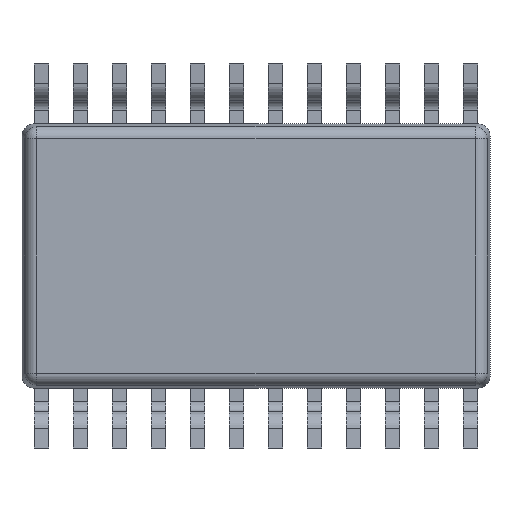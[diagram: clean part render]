
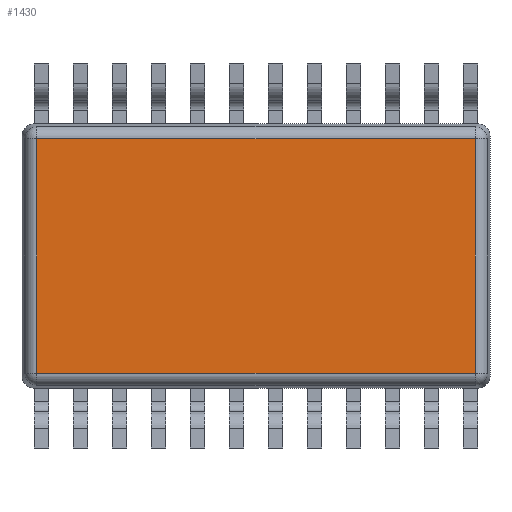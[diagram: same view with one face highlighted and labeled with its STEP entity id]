
A CAD part, front view. The second image highlights one B-rep face of the part: STEP entity #1430.
In plain terms, the highlighted planar face has unit normal (0, -1, 0).
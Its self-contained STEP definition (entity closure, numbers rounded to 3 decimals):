
#501=DIRECTION('',(1.,0.,0.));
#502=VECTOR('',#501,7.316);
#503=CARTESIAN_POINT('',(-3.658,-0.523,-1.958));
#504=LINE('',#503,#502);
#515=DIRECTION('',(0.,0.,-1.));
#516=VECTOR('',#515,3.916);
#517=CARTESIAN_POINT('',(-3.658,-0.523,1.958));
#518=LINE('',#517,#516);
#659=DIRECTION('',(-1.,0.,0.));
#660=VECTOR('',#659,7.316);
#661=CARTESIAN_POINT('',(3.658,-0.523,1.958));
#662=LINE('',#661,#660);
#711=DIRECTION('',(0.,0.,1.));
#712=VECTOR('',#711,3.916);
#713=CARTESIAN_POINT('',(3.658,-0.523,-1.958));
#714=LINE('',#713,#712);
#991=CARTESIAN_POINT('',(3.658,-0.523,1.958));
#992=CARTESIAN_POINT('',(-3.658,-0.523,1.958));
#993=VERTEX_POINT('',#991);
#994=VERTEX_POINT('',#992);
#1011=CARTESIAN_POINT('',(3.658,-0.523,-1.958));
#1012=VERTEX_POINT('',#1011);
#1015=CARTESIAN_POINT('',(-3.658,-0.523,-1.958));
#1016=VERTEX_POINT('',#1015);
#1416=CARTESIAN_POINT('',(-3.9,-0.523,-2.2));
#1417=DIRECTION('',(0.,-1.,0.));
#1418=DIRECTION('',(1.,0.,0.));
#1419=AXIS2_PLACEMENT_3D('',#1416,#1417,#1418);
#1420=PLANE('',#1419);
#1421=ORIENTED_EDGE('',*,*,#1407,.F.);
#1423=ORIENTED_EDGE('',*,*,#1422,.F.);
#1425=ORIENTED_EDGE('',*,*,#1424,.F.);
#1427=ORIENTED_EDGE('',*,*,#1426,.F.);
#1428=EDGE_LOOP('',(#1421,#1423,#1425,#1427));
#1429=FACE_OUTER_BOUND('',#1428,.F.);
#1430=ADVANCED_FACE('',(#1429),#1420,.T.);
#1407=EDGE_CURVE('',#1016,#1012,#504,.T.);
#1422=EDGE_CURVE('',#994,#1016,#518,.T.);
#1424=EDGE_CURVE('',#993,#994,#662,.T.);
#1426=EDGE_CURVE('',#1012,#993,#714,.T.);
